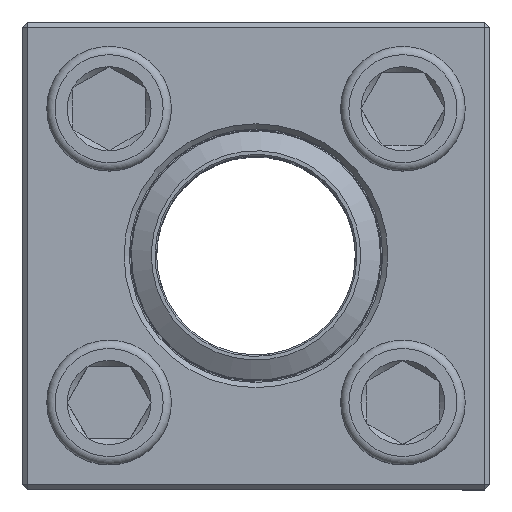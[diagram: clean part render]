
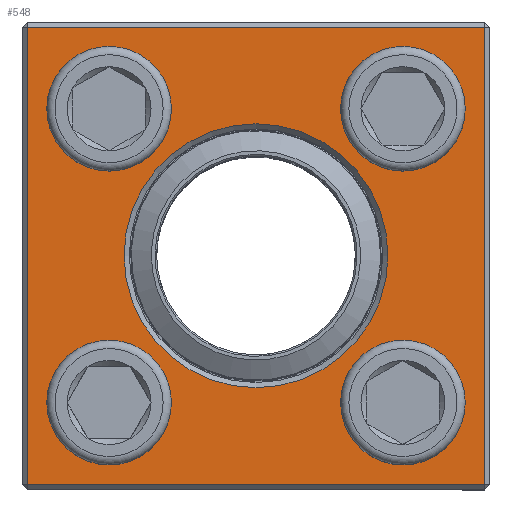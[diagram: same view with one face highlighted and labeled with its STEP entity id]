
A CAD part, top view. The second image highlights one B-rep face of the part: STEP entity #548.
In plain terms, the highlighted planar face has unit normal (0, 0, 1).
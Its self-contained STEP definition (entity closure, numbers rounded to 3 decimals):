
#315=FACE_BOUND('',#781,.T.);
#316=FACE_BOUND('',#782,.T.);
#317=FACE_BOUND('',#783,.T.);
#318=FACE_BOUND('',#784,.T.);
#319=FACE_BOUND('',#785,.T.);
#320=FACE_BOUND('',#786,.T.);
#454=CIRCLE('',#1811,25.4);
#455=CIRCLE('',#1812,9.);
#456=CIRCLE('',#1813,9.);
#457=CIRCLE('',#1814,9.);
#458=CIRCLE('',#1815,9.);
#548=ADVANCED_FACE('',(#315,#316,#317,#318,#319,#320),#672,.F.);
#672=PLANE('',#1816);
#781=EDGE_LOOP('',(#987));
#782=EDGE_LOOP('',(#988,#989,#990,#991));
#783=EDGE_LOOP('',(#992));
#784=EDGE_LOOP('',(#993));
#785=EDGE_LOOP('',(#994));
#786=EDGE_LOOP('',(#995));
#987=ORIENTED_EDGE('',*,*,#1500,.T.);
#988=ORIENTED_EDGE('',*,*,#1501,.T.);
#989=ORIENTED_EDGE('',*,*,#1502,.T.);
#990=ORIENTED_EDGE('',*,*,#1503,.T.);
#991=ORIENTED_EDGE('',*,*,#1504,.T.);
#992=ORIENTED_EDGE('',*,*,#1505,.T.);
#993=ORIENTED_EDGE('',*,*,#1506,.T.);
#994=ORIENTED_EDGE('',*,*,#1507,.T.);
#995=ORIENTED_EDGE('',*,*,#1508,.T.);
#1367=VERTEX_POINT('',#2594);
#1368=VERTEX_POINT('',#2596);
#1369=VERTEX_POINT('',#2597);
#1370=VERTEX_POINT('',#2599);
#1371=VERTEX_POINT('',#2601);
#1372=VERTEX_POINT('',#2604);
#1373=VERTEX_POINT('',#2606);
#1374=VERTEX_POINT('',#2608);
#1375=VERTEX_POINT('',#2610);
#1500=EDGE_CURVE('',#1367,#1367,#454,.T.);
#1501=EDGE_CURVE('',#1368,#1369,#1690,.T.);
#1502=EDGE_CURVE('',#1369,#1370,#1691,.T.);
#1503=EDGE_CURVE('',#1370,#1371,#1692,.T.);
#1504=EDGE_CURVE('',#1371,#1368,#1693,.T.);
#1505=EDGE_CURVE('',#1372,#1372,#455,.T.);
#1506=EDGE_CURVE('',#1373,#1373,#456,.T.);
#1507=EDGE_CURVE('',#1374,#1374,#457,.T.);
#1508=EDGE_CURVE('',#1375,#1375,#458,.T.);
#1690=LINE('',#2595,#1756);
#1691=LINE('',#2598,#1757);
#1692=LINE('',#2600,#1758);
#1693=LINE('',#2602,#1759);
#1756=VECTOR('',#2062,1.);
#1757=VECTOR('',#2063,1.);
#1758=VECTOR('',#2064,1.);
#1759=VECTOR('',#2065,1.);
#1811=AXIS2_PLACEMENT_3D('',#2593,#2060,#2061);
#1812=AXIS2_PLACEMENT_3D('',#2603,#2066,#2067);
#1813=AXIS2_PLACEMENT_3D('',#2605,#2068,#2069);
#1814=AXIS2_PLACEMENT_3D('',#2607,#2070,#2071);
#1815=AXIS2_PLACEMENT_3D('',#2609,#2072,#2073);
#1816=AXIS2_PLACEMENT_3D('',#2611,#2074,#2075);
#2060=DIRECTION('',(0.,0.,-1.));
#2061=DIRECTION('',(-1.,0.,0.));
#2062=DIRECTION('',(-1.,0.,0.));
#2063=DIRECTION('',(0.,-1.,0.));
#2064=DIRECTION('',(1.,0.,0.));
#2065=DIRECTION('',(0.,1.,0.));
#2066=DIRECTION('',(0.,0.,-1.));
#2067=DIRECTION('',(-1.,0.,0.));
#2068=DIRECTION('',(0.,0.,-1.));
#2069=DIRECTION('',(-1.,0.,0.));
#2070=DIRECTION('',(0.,0.,-1.));
#2071=DIRECTION('',(-1.,0.,0.));
#2072=DIRECTION('',(0.,0.,-1.));
#2073=DIRECTION('',(-1.,0.,0.));
#2074=DIRECTION('',(0.,0.,-1.));
#2075=DIRECTION('',(-1.,0.,0.));
#2593=CARTESIAN_POINT('',(0.,0.,29.));
#2594=CARTESIAN_POINT('',(-25.4,0.,29.));
#2595=CARTESIAN_POINT('',(-45.,44.,29.));
#2596=CARTESIAN_POINT('',(44.,44.,29.));
#2597=CARTESIAN_POINT('',(-44.,44.,29.));
#2598=CARTESIAN_POINT('',(-44.,-45.,29.));
#2599=CARTESIAN_POINT('',(-44.,-44.,29.));
#2600=CARTESIAN_POINT('',(45.,-44.,29.));
#2601=CARTESIAN_POINT('',(44.,-44.,29.));
#2602=CARTESIAN_POINT('',(44.,45.,29.));
#2603=CARTESIAN_POINT('',(-28.284,-28.284,29.));
#2604=CARTESIAN_POINT('',(-37.284,-28.284,29.));
#2605=CARTESIAN_POINT('',(-28.284,28.284,29.));
#2606=CARTESIAN_POINT('',(-37.284,28.284,29.));
#2607=CARTESIAN_POINT('',(28.284,28.284,29.));
#2608=CARTESIAN_POINT('',(19.284,28.284,29.));
#2609=CARTESIAN_POINT('',(28.284,-28.284,29.));
#2610=CARTESIAN_POINT('',(19.284,-28.284,29.));
#2611=CARTESIAN_POINT('',(0.,0.,29.));
